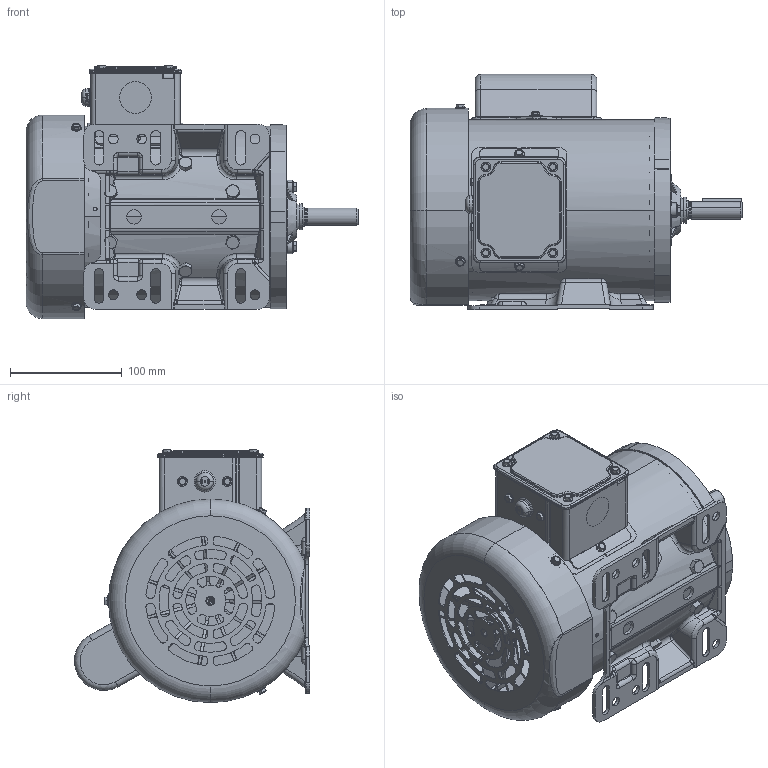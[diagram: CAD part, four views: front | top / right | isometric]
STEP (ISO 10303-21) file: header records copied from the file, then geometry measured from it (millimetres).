
FILE_DESCRIPTION (( 'STEP AP203' ), '1' );
FILE_NAME ('FM12-18-56.STEP', '2018-06-26T10:22:11', ( '' ), ( '' ), 'SwSTEP 2.0', 'SolidWorks 2016', '' );
FILE_SCHEMA (( 'CONFIG_CONTROL_DESIGN' ));
Length unit declared in the file: millimetre
Products named in the file (36): N56瑞圮-FM; N56瑞欶-FM; hex washer screw_ai_IN-HWMS 0.164-32x0.25x0.25-N; 藝梓酗蹟邡_IN-HWMS 0.164-32x0.3125x0.3125-N; N56-1#电容罩-FM; hex washer screw_ai_IN-HWMS 0.164-32x0.3125x0.3125-N; FM12-18-56; N56ヶ傷裔-FM; serrated lock washers external teeth gb_GB_LOCK_WASHERS_TYPE4 5; hex washer screw_ai_IN-HWMS 0.19-24x1x1-N; N56H 菁褐_56H; hex bolt_ai_HBOLT 0.2500-20x0.25x0.25-N; 美标长螺栓_No.8-32   ×30; N56-ShaftTail-FM; NC NL56-ShaftBody-FM_165; N56手动热保护器帽; NC NL56蛌粣-FM_288; hex washer screw_ai_IN-HWMS 0.19-32x0.3125x0.3125-N; radial ball bearing_68_skf_SKF - 6203 - 10,SI,NC,10_68; 热保护器支架; 美标长螺栓_No.8-32   ×8; N56-ShaftHead-FM; NC56H隅赽-FM_4P-050; machine screw nut hex_ai_MSHXNUT 0.164-32-D-N; NC,NL56蛌赽-FM_4P-050; N56出线盒座_手动热保; N56綴傷裔-FM; N56堤盄碟裔; N56諉盄碟裔菜; square key_ai_Key B17.1 0.1875x0.1875x1.38; N56諉盄碟釱菜; N56-1#电容罩密封垫弯曲-FM; NC56H机壳圈-FM_167; ˦ˮȦ-FM; N56諉盄碟-FM; NC56儂褲-FM_167H
Assembly tree (52 placements, depth 4):
  FM12-18-56
    N56ヶ傷裔-FM
    N56諉盄碟-FM
      N56出线盒座_手动热保
      N56堤盄碟裔
      N56諉盄碟釱菜
      N56諉盄碟裔菜
      美标长螺栓_No.8-32   ×8  x2
      藝梓酗蹟邡_IN-HWMS 0.164-32x0.3125x0.3125-N  x2
      热保护器支架
      N56手动热保护器帽
      美标长螺栓_No.8-32   ×30  x2
      machine screw nut hex_ai_MSHXNUT 0.164-32-D-N  x2
    N56瑞圮-FM
    N56瑞欶-FM
    NC,NL56蛌赽-FM_4P-050
      NC NL56蛌粣-FM_288
        NC NL56-ShaftBody-FM_165
        N56-ShaftTail-FM
        N56-ShaftHead-FM
    radial ball bearing_68_skf_SKF - 6203 - 10,SI,NC,10_68  x2
    N56綴傷裔-FM
    N56-1#电容罩-FM
    N56-1#电容罩密封垫弯曲-FM
    NC56H隅赽-FM_4P-050
      NC56H机壳圈-FM_167
        NC56儂褲-FM_167H
        hex bolt_ai_HBOLT 0.2500-20x0.25x0.25-N  x6
    square key_ai_Key B17.1 0.1875x0.1875x1.38
    hex washer screw_ai_IN-HWMS 0.19-32x0.3125x0.3125-N
    serrated lock washers external teeth gb_GB_LOCK_WASHERS_TYPE4 5
    hex washer screw_ai_IN-HWMS 0.164-32x0.3125x0.3125-N  x4
    hex washer screw_ai_IN-HWMS 0.164-32x0.25x0.25-N  x4
    hex washer screw_ai_IN-HWMS 0.19-24x1x1-N  x2
    ˦ˮȦ-FM
    N56H 菁褐_56H
Bounding box: 297.5 x 210.72 x 227.03 mm (x, y, z)
Volume: 829145.8 mm3; surface area: 697631.8 mm2
Topology: 51 solids, 51 shells, 3379 faces, 8417 edges, 5188 vertices
Faces by surface type: plane 1080, cylinder 1039, bspline 692, cone 281, torus 177, sphere 110
Entity records: 126239 total; most frequent: CARTESIAN_POINT 54727, ORIENTED_EDGE 15096, DIRECTION 12719, EDGE_CURVE 7548, AXIS2_PLACEMENT_3D 4963, VERTEX_POINT 4700, EDGE_LOOP 3292, ADVANCED_FACE 2998
